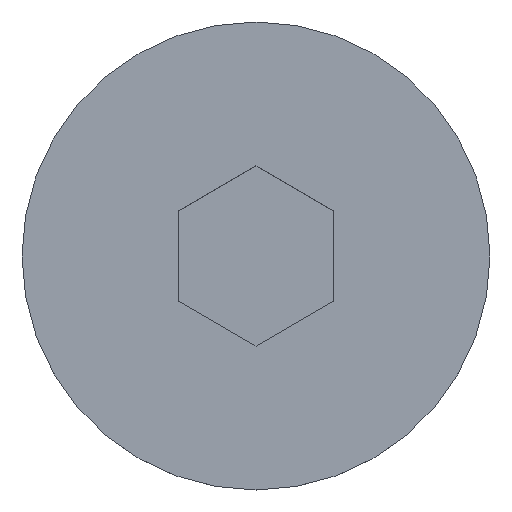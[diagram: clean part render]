
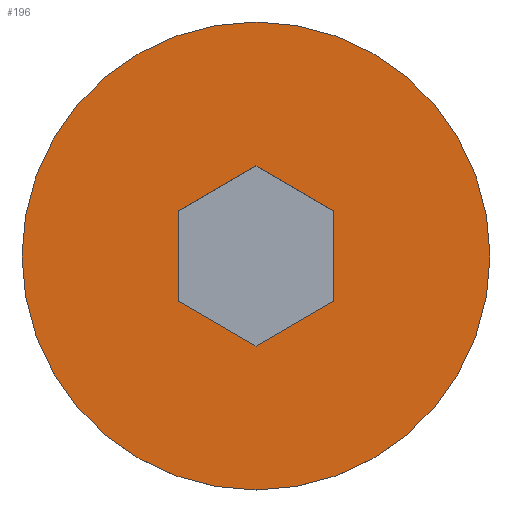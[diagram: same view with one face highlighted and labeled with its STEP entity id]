
A CAD part, top view. The second image highlights one B-rep face of the part: STEP entity #196.
In plain terms, the highlighted planar face has unit normal (0, 0, 1).
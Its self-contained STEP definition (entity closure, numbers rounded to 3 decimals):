
#4 = EDGE_CURVE ( 'NONE', #382, #44, #36, .T. ) ;
#8 = DIRECTION ( 'NONE',  ( 1., 0., 0. ) ) ;
#10 = ORIENTED_EDGE ( 'NONE', *, *, #184, .T. ) ;
#13 = DIRECTION ( 'NONE',  ( 0., 1., 0. ) ) ;
#15 = VECTOR ( 'NONE', #257, 1000. ) ;
#17 = EDGE_LOOP ( 'NONE', ( #102, #76 ) ) ;
#20 = VECTOR ( 'NONE', #30, 1000. ) ;
#26 = FACE_OUTER_BOUND ( 'NONE', #17, .T. ) ;
#30 = DIRECTION ( 'NONE',  ( 0.866, 0.5, 0. ) ) ;
#36 = LINE ( 'NONE', #367, #181 ) ;
#42 = CARTESIAN_POINT ( 'NONE',  ( 0., 0., 0. ) ) ;
#44 = VERTEX_POINT ( 'NONE', #403 ) ;
#45 = LINE ( 'NONE', #490, #15 ) ;
#47 = CARTESIAN_POINT ( 'NONE',  ( -2., 0., 0. ) ) ;
#57 = AXIS2_PLACEMENT_3D ( 'NONE', #42, #320, #118 ) ;
#68 = VERTEX_POINT ( 'NONE', #127 ) ;
#76 = ORIENTED_EDGE ( 'NONE', *, *, #436, .F. ) ;
#80 = DIRECTION ( 'NONE',  ( 0.866, -0.5, 0. ) ) ;
#95 = CARTESIAN_POINT ( 'NONE',  ( 3., 0., 0. ) ) ;
#102 = ORIENTED_EDGE ( 'NONE', *, *, #154, .F. ) ;
#110 = ORIENTED_EDGE ( 'NONE', *, *, #115, .T. ) ;
#111 = VERTEX_POINT ( 'NONE', #447 ) ;
#113 = FACE_BOUND ( 'NONE', #298, .T. ) ;
#115 = EDGE_CURVE ( 'NONE', #111, #321, #446, .T. ) ;
#118 = DIRECTION ( 'NONE',  ( 1., 0., 0. ) ) ;
#119 = LINE ( 'NONE', #388, #338 ) ;
#127 = CARTESIAN_POINT ( 'NONE',  ( -6., 0., 0. ) ) ;
#132 = CARTESIAN_POINT ( 'NONE',  ( 0., -2.309, 0. ) ) ;
#143 = LINE ( 'NONE', #307, #20 ) ;
#145 = CARTESIAN_POINT ( 'NONE',  ( 0., -2.309, 0. ) ) ;
#154 = EDGE_CURVE ( 'NONE', #394, #68, #231, .T. ) ;
#164 = VERTEX_POINT ( 'NONE', #132 ) ;
#173 = VERTEX_POINT ( 'NONE', #183 ) ;
#176 = ORIENTED_EDGE ( 'NONE', *, *, #408, .T. ) ;
#181 = VECTOR ( 'NONE', #80, 1000. ) ;
#183 = CARTESIAN_POINT ( 'NONE',  ( 2., -1.155, 0. ) ) ;
#184 = EDGE_CURVE ( 'NONE', #173, #164, #45, .T. ) ;
#196 = ADVANCED_FACE ( 'NONE', ( #113, #26 ), #255, .T. ) ;
#231 = CIRCLE ( 'NONE', #262, 6. ) ;
#237 = LINE ( 'NONE', #145, #397 ) ;
#239 = DIRECTION ( 'NONE',  ( 0., 0., -1. ) ) ;
#255 = PLANE ( 'NONE',  #295 ) ;
#257 = DIRECTION ( 'NONE',  ( -0.866, -0.5, 0. ) ) ;
#262 = AXIS2_PLACEMENT_3D ( 'NONE', #449, #239, #8 ) ;
#271 = CARTESIAN_POINT ( 'NONE',  ( 0., 2.309, 0. ) ) ;
#290 = ORIENTED_EDGE ( 'NONE', *, *, #4, .T. ) ;
#295 = AXIS2_PLACEMENT_3D ( 'NONE', #95, #296, #375 ) ;
#296 = DIRECTION ( 'NONE',  ( 0., 0., 1. ) ) ;
#298 = EDGE_LOOP ( 'NONE', ( #176, #10, #326, #110, #386, #290 ) ) ;
#307 = CARTESIAN_POINT ( 'NONE',  ( -2., 1.155, 0. ) ) ;
#308 = EDGE_CURVE ( 'NONE', #321, #382, #143, .T. ) ;
#320 = DIRECTION ( 'NONE',  ( 0., 0., -1. ) ) ;
#321 = VERTEX_POINT ( 'NONE', #341 ) ;
#322 = EDGE_CURVE ( 'NONE', #164, #111, #237, .T. ) ;
#326 = ORIENTED_EDGE ( 'NONE', *, *, #322, .T. ) ;
#338 = VECTOR ( 'NONE', #357, 1000. ) ;
#341 = CARTESIAN_POINT ( 'NONE',  ( -2., 1.155, 0. ) ) ;
#351 = CARTESIAN_POINT ( 'NONE',  ( 6., 0., 0. ) ) ;
#354 = VECTOR ( 'NONE', #13, 1000. ) ;
#357 = DIRECTION ( 'NONE',  ( 0., -1., 0. ) ) ;
#367 = CARTESIAN_POINT ( 'NONE',  ( 0., 2.309, 0. ) ) ;
#375 = DIRECTION ( 'NONE',  ( 1., 0., 0. ) ) ;
#382 = VERTEX_POINT ( 'NONE', #271 ) ;
#386 = ORIENTED_EDGE ( 'NONE', *, *, #308, .T. ) ;
#388 = CARTESIAN_POINT ( 'NONE',  ( 2., 0., 0. ) ) ;
#394 = VERTEX_POINT ( 'NONE', #351 ) ;
#397 = VECTOR ( 'NONE', #461, 1000. ) ;
#403 = CARTESIAN_POINT ( 'NONE',  ( 2., 1.155, 0. ) ) ;
#408 = EDGE_CURVE ( 'NONE', #44, #173, #119, .T. ) ;
#436 = EDGE_CURVE ( 'NONE', #68, #394, #491, .T. ) ;
#446 = LINE ( 'NONE', #47, #354 ) ;
#447 = CARTESIAN_POINT ( 'NONE',  ( -2., -1.155, 0. ) ) ;
#449 = CARTESIAN_POINT ( 'NONE',  ( 0., 0., 0. ) ) ;
#461 = DIRECTION ( 'NONE',  ( -0.866, 0.5, 0. ) ) ;
#490 = CARTESIAN_POINT ( 'NONE',  ( 2., -1.155, 0. ) ) ;
#491 = CIRCLE ( 'NONE', #57, 6. ) ;
